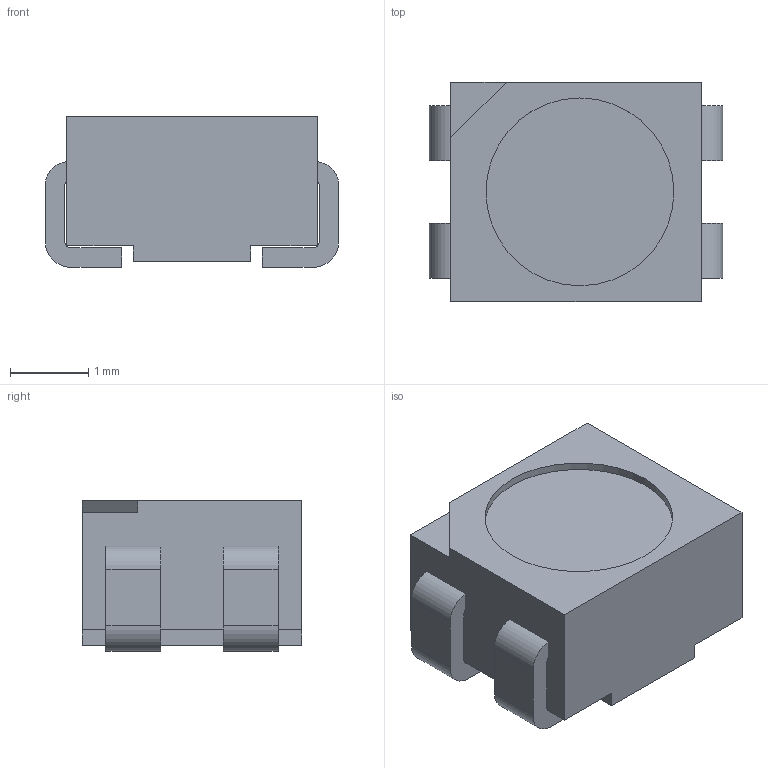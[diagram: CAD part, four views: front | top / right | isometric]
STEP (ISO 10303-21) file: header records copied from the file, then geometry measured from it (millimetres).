
FILE_DESCRIPTION(('FreeCAD Model'),'2;1');
FILE_NAME('LED_completo.step', '2016-05-11T23:50:02',('Author'),(''), 'Open CASCADE STEP processor 6.8','FreeCAD','Unknown');
FILE_SCHEMA(('AUTOMOTIVE_DESIGN_CC2 { 1 2 10303 214 -1 1 5 4 }'));
Length unit declared in the file: millimetre
Products named in the file (6): ASSEMBLY; p_derechaAtras001; p_izquierdaAtras001; p_derechaEnfrente002; p_izquierdaEnfrente002; Fusion
Assembly tree (5 placements, depth 2):
  ASSEMBLY
    p_derechaAtras001
    p_izquierdaAtras001
    p_derechaEnfrente002
    p_izquierdaEnfrente002
    Fusion
Bounding box: 3.75 x 2.8 x 1.93 mm (x, y, z)
Volume: 16.6 mm3; surface area: 57 mm2
Topology: 5 solids, 5 shells, 70 faces, 177 edges, 118 vertices
Faces by surface type: plane 53, cylinder 17
Full cylindrical faces by diameter (mm): 2.4 x1
Entity records: 4677 total; most frequent: CARTESIAN_POINT 966, DIRECTION 636, LINE 414, VECTOR 414, ORIENTED_EDGE 354, PCURVE 354, DEFINITIONAL_REPRESENTATION 354, EDGE_CURVE 177
